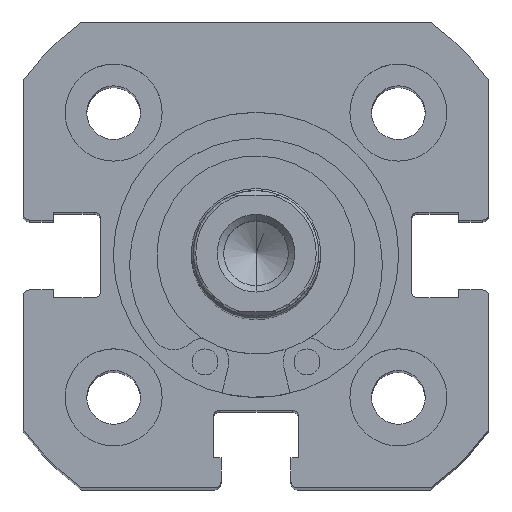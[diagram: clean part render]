
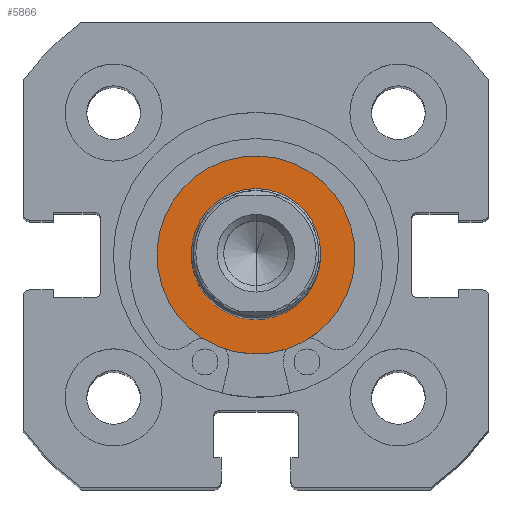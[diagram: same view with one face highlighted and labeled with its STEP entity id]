
A CAD part, top view. The second image highlights one B-rep face of the part: STEP entity #5866.
In plain terms, the highlighted face is planar.
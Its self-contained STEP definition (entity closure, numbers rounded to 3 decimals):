
#283 = FACE_BOUND ( 'NONE', #5586, .T. ) ;
#286 = FACE_OUTER_BOUND ( 'NONE', #5487, .T. ) ;
#993 = CARTESIAN_POINT ( 'NONE',  ( 0., 7.65, 0. ) ) ;
#994 = PLANE ( 'NONE',  #2602 ) ;
#995 = DIRECTION ( 'NONE',  ( 1., 0., 0. ) ) ;
#996 = DIRECTION ( 'NONE',  ( 0., 0., -1. ) ) ;
#1875 = VERTEX_POINT ( 'NONE', #4230 ) ;
#2019 = VERTEX_POINT ( 'NONE', #4598 ) ;
#2037 = VERTEX_POINT ( 'NONE', #4648 ) ;
#2175 = EDGE_CURVE ( 'NONE', #2019, #2037, #3908, .T. ) ;
#2182 = EDGE_CURVE ( 'NONE', #1875, #5333, #3918, .T. ) ;
#2187 = EDGE_CURVE ( 'NONE', #5333, #1875, #3925, .T. ) ;
#2198 = EDGE_CURVE ( 'NONE', #2037, #2019, #3941, .T. ) ;
#2435 = AXIS2_PLACEMENT_3D ( 'NONE', #4986, #4991, #4992 ) ;
#2440 = AXIS2_PLACEMENT_3D ( 'NONE', #5002, #5011, #5012 ) ;
#2443 = AXIS2_PLACEMENT_3D ( 'NONE', #5022, #5023, #5024 ) ;
#2449 = AXIS2_PLACEMENT_3D ( 'NONE', #5046, #5053, #5054 ) ;
#2602 = AXIS2_PLACEMENT_3D ( 'NONE', #993, #995, #996 ) ;
#2778 = ORIENTED_EDGE ( 'NONE', *, *, #2198, .T. ) ;
#2793 = ORIENTED_EDGE ( 'NONE', *, *, #2187, .F. ) ;
#2795 = ORIENTED_EDGE ( 'NONE', *, *, #2175, .T. ) ;
#2803 = ORIENTED_EDGE ( 'NONE', *, *, #2182, .F. ) ;
#3908 = CIRCLE ( 'NONE', #2435, 7.65 ) ;
#3918 = CIRCLE ( 'NONE', #2440, 5. ) ;
#3925 = CIRCLE ( 'NONE', #2443, 5. ) ;
#3941 = CIRCLE ( 'NONE', #2449, 7.65 ) ;
#4230 = CARTESIAN_POINT ( 'NONE',  ( 0., 0., 5. ) ) ;
#4598 = CARTESIAN_POINT ( 'NONE',  ( 0., 0., -7.65 ) ) ;
#4648 = CARTESIAN_POINT ( 'NONE',  ( 0., 0., 7.65 ) ) ;
#4986 = CARTESIAN_POINT ( 'NONE',  ( 0., 0., 0. ) ) ;
#4991 = DIRECTION ( 'NONE',  ( -1., 0., 0. ) ) ;
#4992 = DIRECTION ( 'NONE',  ( 0., 0., 1. ) ) ;
#5002 = CARTESIAN_POINT ( 'NONE',  ( 0., 0., 0. ) ) ;
#5011 = DIRECTION ( 'NONE',  ( -1., 0., 0. ) ) ;
#5012 = DIRECTION ( 'NONE',  ( 0., 0., 1. ) ) ;
#5022 = CARTESIAN_POINT ( 'NONE',  ( 0., 0., 0. ) ) ;
#5023 = DIRECTION ( 'NONE',  ( -1., 0., 0. ) ) ;
#5024 = DIRECTION ( 'NONE',  ( 0., 0., 1. ) ) ;
#5046 = CARTESIAN_POINT ( 'NONE',  ( 0., 0., 0. ) ) ;
#5053 = DIRECTION ( 'NONE',  ( -1., 0., 0. ) ) ;
#5054 = DIRECTION ( 'NONE',  ( 0., 0., 1. ) ) ;
#5209 = CARTESIAN_POINT ( 'NONE',  ( 0., 0., -5. ) ) ;
#5333 = VERTEX_POINT ( 'NONE', #5209 ) ;
#5487 = EDGE_LOOP ( 'NONE', ( #2778, #2795 ) ) ;
#5586 = EDGE_LOOP ( 'NONE', ( #2803, #2793 ) ) ;
#5866 = ADVANCED_FACE ( 'NONE', ( #283, #286 ), #994, .F. ) ;
